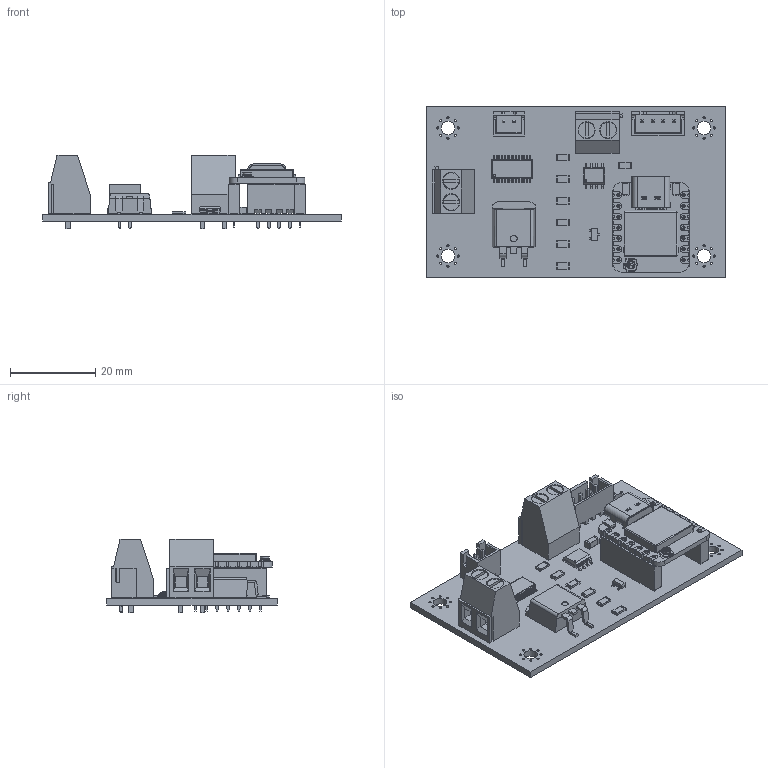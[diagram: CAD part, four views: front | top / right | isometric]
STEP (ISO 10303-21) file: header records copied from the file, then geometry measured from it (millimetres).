
FILE_DESCRIPTION(('KiCad electronic assembly'),'2;1');
FILE_NAME('ESP32_Solenoid.step','2024-02-29T16:47:18',('Pcbnew'),( 'Kicad'),'Open CASCADE STEP processor 7.7','KiCad to STEP converter' ,'Unknown');
FILE_SCHEMA(('AUTOMOTIVE_DESIGN { 1 0 10303 214 1 1 1 1 }'));
Length unit declared in the file: millimetre
Products named in the file (24): ESP32_Solenoid 1; R_1206_3216Metric; JST_XH_B2B-XH-A_1x02_P2.50mm_Vertical; JST_B2B_XH_A; JST_XH_B4B-XH-A_1x04_P2.50mm_Vertical; JST_B4B_XH_A; SOT-23; SOT_23; C_1206_3216Metric; IRLZ44NSTRLPBF; IRF4905STRRPBF; TerminalBlock_Phoenix_MKDS-1,5-2-5.08_1x02_P5.08mm_Horizontal; TerminalBlock_Phoenix_MKDS_15_2_508_1x02_P508mm_Horizontal; XIAO-ESP32S3 v2; PinSocket_1x07_P2.54mm_Vertical; PinSocket_1x07_P254mm_Vertical; SN65HVD230DR; D8; DRV8313PWP; PWP28; ESP32_Solenoid_PCB
Assembly tree (30 placements, depth 3):
  ESP32_Solenoid 1
    R_1206_3216Metric  x6
      R_1206_3216Metric
    JST_XH_B2B-XH-A_1x02_P2.50mm_Vertical
      JST_B2B_XH_A
    JST_XH_B4B-XH-A_1x04_P2.50mm_Vertical
      JST_B4B_XH_A
    SOT-23
      SOT_23
    C_1206_3216Metric
      C_1206_3216Metric
    IRLZ44NSTRLPBF
      IRF4905STRRPBF
    TerminalBlock_Phoenix_MKDS-1,5-2-5.08_1x02_P5.08mm_Horizontal  x2
      TerminalBlock_Phoenix_MKDS_15_2_508_1x02_P508mm_Horizontal
    XIAO-ESP32S3 v2
      XIAO-ESP32S3 v2
    PinSocket_1x07_P2.54mm_Vertical  x2
      PinSocket_1x07_P254mm_Vertical
    SN65HVD230DR
      D8
    DRV8313PWP
      PWP28
    ESP32_Solenoid_PCB
Bounding box: 70 x 40 x 17.3 mm (x, y, z)
Volume: 8589.3 mm3; surface area: 13828.7 mm2
Topology: 98 solids, 103 shells, 2780 faces, 7103 edges, 4599 vertices
Faces by surface type: plane 2134, cylinder 557, bspline 54, cone 17, torus 12, sphere 6
Full cylindrical faces by diameter (mm): 0.2 x24, 0.5 x35, 0.6 x2, 0.75 x14, 0.762 x14, 0.95 x4, 1 x2, 1.3 x4, 1.524 x8, 1.72 x1, 1.86 x1, 2 x2, 3.2 x4, 3.8 x4, 4 x4
Entity records: 77730 total; most frequent: CARTESIAN_POINT 14157, ORIENTED_EDGE 11876, DIRECTION 11576, EDGE_CURVE 5938, LINE 4794, VECTOR 4794, VERTEX_POINT 3857, AXIS2_PLACEMENT_3D 3391
